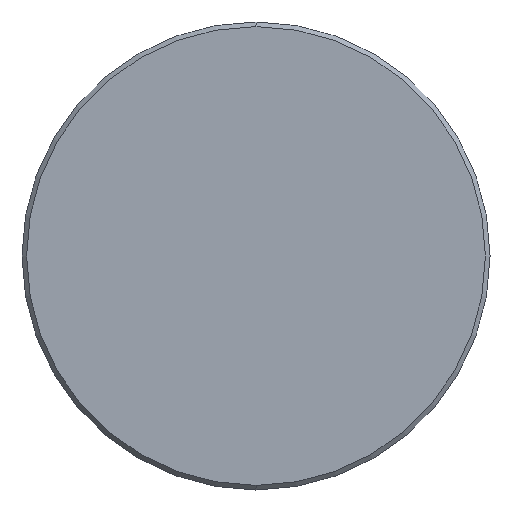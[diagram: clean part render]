
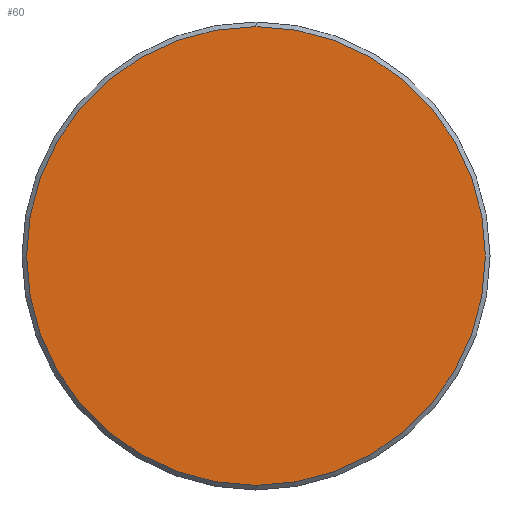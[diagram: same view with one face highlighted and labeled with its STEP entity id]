
A CAD part, left-side view. The second image highlights one B-rep face of the part: STEP entity #60.
In plain terms, the highlighted planar face has unit normal (-1, 0, 0).
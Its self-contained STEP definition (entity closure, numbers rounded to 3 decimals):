
#16 = PLANE ( 'NONE',  #264 ) ;
#20 = CARTESIAN_POINT ( 'NONE',  ( -2.9, 0., 12.45 ) ) ;
#33 = CARTESIAN_POINT ( 'NONE',  ( -2.9, 0., -12.45 ) ) ;
#34 = DIRECTION ( 'NONE',  ( -1., 0., 0. ) ) ;
#44 = AXIS2_PLACEMENT_3D ( 'NONE', #284, #73, #180 ) ;
#53 = ORIENTED_EDGE ( 'NONE', *, *, #206, .T. ) ;
#60 = ADVANCED_FACE ( 'NONE', ( #65 ), #16, .F. ) ;
#65 = FACE_OUTER_BOUND ( 'NONE', #244, .T. ) ;
#71 = CIRCLE ( 'NONE', #44, 12.45 ) ;
#73 = DIRECTION ( 'NONE',  ( -1., 0., 0. ) ) ;
#84 = CIRCLE ( 'NONE', #204, 12.45 ) ;
#101 = DIRECTION ( 'NONE',  ( 0., 0., -1. ) ) ;
#107 = VERTEX_POINT ( 'NONE', #33 ) ;
#141 = DIRECTION ( 'NONE',  ( 0., 0., -1. ) ) ;
#149 = DIRECTION ( 'NONE',  ( 1., 0., 0. ) ) ;
#171 = VERTEX_POINT ( 'NONE', #20 ) ;
#175 = EDGE_CURVE ( 'NONE', #107, #171, #84, .T. ) ;
#180 = DIRECTION ( 'NONE',  ( 0., 0., -1. ) ) ;
#196 = CARTESIAN_POINT ( 'NONE',  ( -2.9, 0., 0. ) ) ;
#204 = AXIS2_PLACEMENT_3D ( 'NONE', #224, #34, #141 ) ;
#206 = EDGE_CURVE ( 'NONE', #171, #107, #71, .T. ) ;
#224 = CARTESIAN_POINT ( 'NONE',  ( -2.9, 0., 0. ) ) ;
#244 = EDGE_LOOP ( 'NONE', ( #254, #53 ) ) ;
#254 = ORIENTED_EDGE ( 'NONE', *, *, #175, .T. ) ;
#264 = AXIS2_PLACEMENT_3D ( 'NONE', #196, #149, #101 ) ;
#284 = CARTESIAN_POINT ( 'NONE',  ( -2.9, 0., 0. ) ) ;
